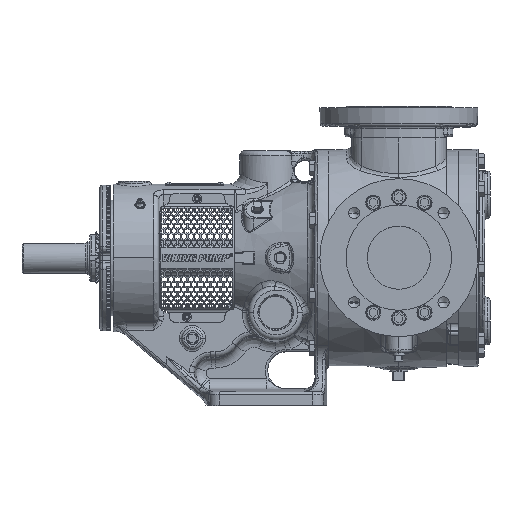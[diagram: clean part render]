
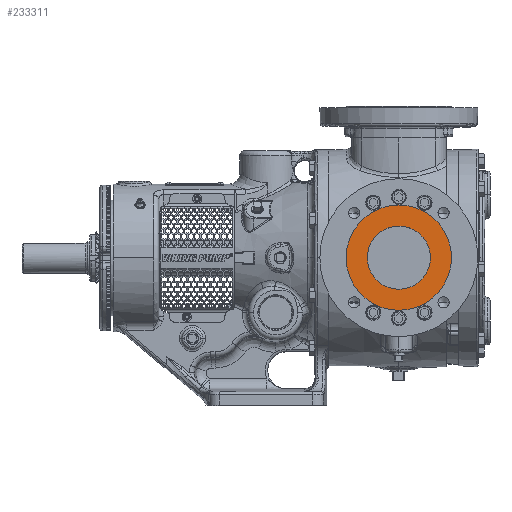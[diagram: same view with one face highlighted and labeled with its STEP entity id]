
A CAD part, top view. The second image highlights one B-rep face of the part: STEP entity #233311.
In plain terms, the highlighted planar face has unit normal (0, 0, 1).
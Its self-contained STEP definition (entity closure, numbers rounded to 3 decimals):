
#6071 = CARTESIAN_POINT ( 'NONE',  ( 84.963, 63.5, 182.563 ) ) ;
#17197 = CARTESIAN_POINT ( 'NONE',  ( 123.063, 0., 182.563 ) ) ;
#19543 = DIRECTION ( 'NONE',  ( -1., 0., 0. ) ) ;
#23551 = EDGE_LOOP ( 'NONE', ( #295605, #49177 ) ) ;
#45116 = EDGE_CURVE ( 'NONE', #279518, #355420, #98297, .T. ) ;
#46324 = CARTESIAN_POINT ( 'NONE',  ( 84.963, 0., 182.563 ) ) ;
#48403 = AXIS2_PLACEMENT_3D ( 'NONE', #46324, #280607, #372429 ) ;
#49177 = ORIENTED_EDGE ( 'NONE', *, *, #89977, .F. ) ;
#57950 = CARTESIAN_POINT ( 'NONE',  ( 84.963, 0., 182.563 ) ) ;
#62345 = DIRECTION ( 'NONE',  ( -1., 0., 0. ) ) ;
#89977 = EDGE_CURVE ( 'NONE', #355420, #279518, #369981, .T. ) ;
#93988 = DIRECTION ( 'NONE',  ( 0., 0., 1. ) ) ;
#98297 = CIRCLE ( 'NONE', #48403, 63.5 ) ;
#108281 = DIRECTION ( 'NONE',  ( -1., 0., 0. ) ) ;
#113043 = AXIS2_PLACEMENT_3D ( 'NONE', #148377, #128568, #62345 ) ;
#127046 = PLANE ( 'NONE',  #332778 ) ;
#128568 = DIRECTION ( 'NONE',  ( 0., 0., -1. ) ) ;
#130228 = EDGE_CURVE ( 'NONE', #270859, #382610, #349998, .T. ) ;
#148377 = CARTESIAN_POINT ( 'NONE',  ( 84.963, 0., 182.563 ) ) ;
#151201 = AXIS2_PLACEMENT_3D ( 'NONE', #375826, #196187, #108281 ) ;
#152597 = DIRECTION ( 'NONE',  ( 1., 0., 0. ) ) ;
#157240 = CIRCLE ( 'NONE', #151201, 38.1 ) ;
#191313 = ORIENTED_EDGE ( 'NONE', *, *, #354989, .T. ) ;
#196187 = DIRECTION ( 'NONE',  ( 0., 0., -1. ) ) ;
#218790 = FACE_BOUND ( 'NONE', #251197, .T. ) ;
#220056 = CARTESIAN_POINT ( 'NONE',  ( 21.463, 0., 182.563 ) ) ;
#233311 = ADVANCED_FACE ( 'Defeatured_0_949', ( #218790, #336001 ), #127046, .T. ) ;
#251197 = EDGE_LOOP ( 'NONE', ( #191313, #269737 ) ) ;
#260067 = CARTESIAN_POINT ( 'NONE',  ( 148.463, 0., 182.563 ) ) ;
#269737 = ORIENTED_EDGE ( 'NONE', *, *, #130228, .T. ) ;
#270859 = VERTEX_POINT ( 'NONE', #17197 ) ;
#279518 = VERTEX_POINT ( 'NONE', #220056 ) ;
#280607 = DIRECTION ( 'NONE',  ( 0., 0., -1. ) ) ;
#288945 = DIRECTION ( 'NONE',  ( 0., 0., -1. ) ) ;
#295605 = ORIENTED_EDGE ( 'NONE', *, *, #45116, .F. ) ;
#315567 = CARTESIAN_POINT ( 'NONE',  ( 46.863, 0., 182.563 ) ) ;
#320141 = AXIS2_PLACEMENT_3D ( 'NONE', #57950, #288945, #19543 ) ;
#332778 = AXIS2_PLACEMENT_3D ( 'NONE', #6071, #93988, #152597 ) ;
#336001 = FACE_OUTER_BOUND ( 'NONE', #23551, .T. ) ;
#349998 = CIRCLE ( 'NONE', #113043, 38.1 ) ;
#354989 = EDGE_CURVE ( 'NONE', #382610, #270859, #157240, .T. ) ;
#355420 = VERTEX_POINT ( 'NONE', #260067 ) ;
#369981 = CIRCLE ( 'NONE', #320141, 63.5 ) ;
#372429 = DIRECTION ( 'NONE',  ( -1., 0., 0. ) ) ;
#375826 = CARTESIAN_POINT ( 'NONE',  ( 84.963, 0., 182.563 ) ) ;
#382610 = VERTEX_POINT ( 'NONE', #315567 ) ;
